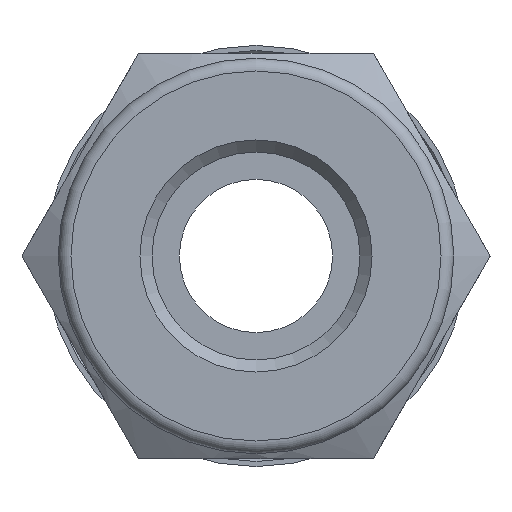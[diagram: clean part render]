
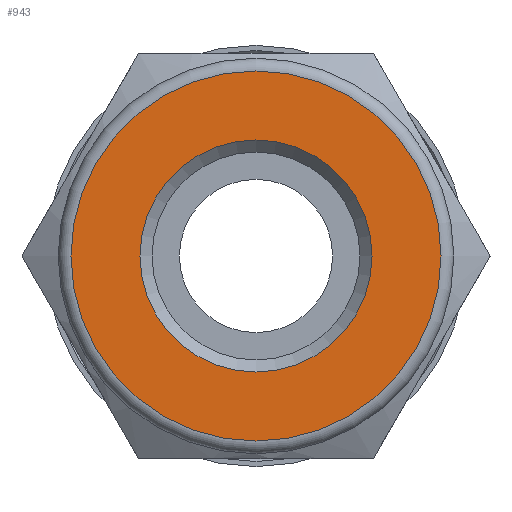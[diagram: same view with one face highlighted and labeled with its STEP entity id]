
A CAD part, left-side view. The second image highlights one B-rep face of the part: STEP entity #943.
In plain terms, the highlighted planar face has unit normal (-1, 0, 0).
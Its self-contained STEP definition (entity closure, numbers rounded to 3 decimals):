
#19=FACE_BOUND('',#233,.T.);
#77=CIRCLE('',#1060,4.545);
#78=CIRCLE('',#1062,7.25);
#166=FACE_OUTER_BOUND('',#232,.T.);
#232=EDGE_LOOP('',(#766));
#233=EDGE_LOOP('',(#767));
#443=VERTEX_POINT('',#1673);
#444=VERTEX_POINT('',#1677);
#562=EDGE_CURVE('',#443,#443,#77,.T.);
#563=EDGE_CURVE('',#444,#444,#78,.T.);
#766=ORIENTED_EDGE('',*,*,#563,.F.);
#767=ORIENTED_EDGE('',*,*,#562,.T.);
#899=PLANE('',#1061);
#943=ADVANCED_FACE('',(#166,#19),#899,.T.);
#1060=AXIS2_PLACEMENT_3D('',#1675,#1283,#1284);
#1061=AXIS2_PLACEMENT_3D('',#1676,#1285,#1286);
#1062=AXIS2_PLACEMENT_3D('',#1678,#1287,#1288);
#1283=DIRECTION('center_axis',(1.,0.,0.));
#1284=DIRECTION('ref_axis',(0.,0.,-1.));
#1285=DIRECTION('center_axis',(-1.,0.,0.));
#1286=DIRECTION('ref_axis',(0.,0.,1.));
#1287=DIRECTION('center_axis',(1.,0.,0.));
#1288=DIRECTION('ref_axis',(0.,0.,-1.));
#1673=CARTESIAN_POINT('',(0.,-4.545,0.));
#1675=CARTESIAN_POINT('Origin',(0.,0.,0.));
#1676=CARTESIAN_POINT('Origin',(0.,7.25,0.));
#1677=CARTESIAN_POINT('',(0.,0.,7.25));
#1678=CARTESIAN_POINT('Origin',(0.,0.,0.));
